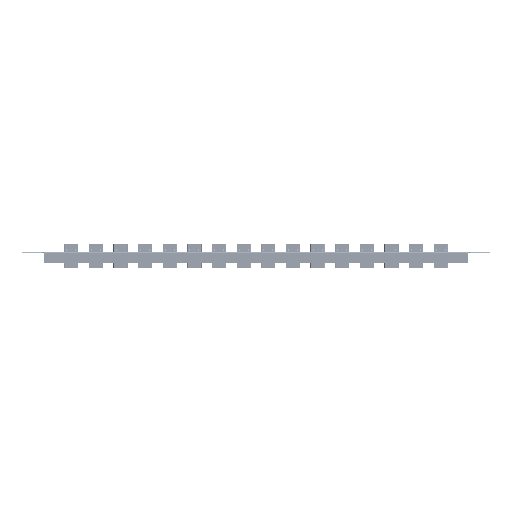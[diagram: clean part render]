
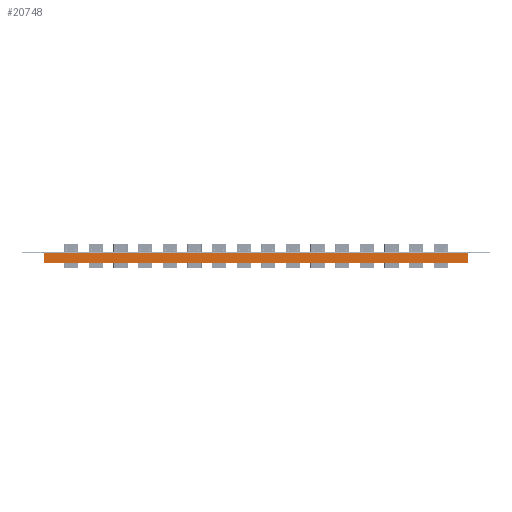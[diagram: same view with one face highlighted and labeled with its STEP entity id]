
A CAD part, front view. The second image highlights one B-rep face of the part: STEP entity #20748.
In plain terms, the highlighted planar face has unit normal (0, -1, 0).
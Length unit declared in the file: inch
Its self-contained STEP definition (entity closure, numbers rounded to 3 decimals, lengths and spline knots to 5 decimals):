
#397 = PLANE ( 'NONE',  #4002 ) ;
#1800 = DIRECTION ( 'NONE',  ( 0., 0., 1. ) ) ;
#1904 = ORIENTED_EDGE ( 'NONE', *, *, #22966, .F. ) ;
#2612 = FACE_OUTER_BOUND ( 'NONE', #11603, .T. ) ;
#4002 = AXIS2_PLACEMENT_3D ( 'NONE', #22844, #18382, #27470 ) ;
#4619 = CARTESIAN_POINT ( 'NONE',  ( 18.1, -7.925, -0.41339 ) ) ;
#5310 = VERTEX_POINT ( 'NONE', #4619 ) ;
#6140 = EDGE_CURVE ( 'NONE', #20804, #18056, #15040, .T. ) ;
#6184 = LINE ( 'NONE', #28643, #12225 ) ;
#8573 = EDGE_CURVE ( 'NONE', #5310, #26534, #6184, .T. ) ;
#9888 = CARTESIAN_POINT ( 'NONE',  ( 18.1, -7.925, 0. ) ) ;
#10978 = ORIENTED_EDGE ( 'NONE', *, *, #18357, .T. ) ;
#11099 = CARTESIAN_POINT ( 'NONE',  ( 18.1, -7.925, -0.41339 ) ) ;
#11603 = EDGE_LOOP ( 'NONE', ( #14972, #10978, #22668, #1904 ) ) ;
#12136 = CARTESIAN_POINT ( 'NONE',  ( 0.9, -7.925, -0.41339 ) ) ;
#12225 = VECTOR ( 'NONE', #13166, 39.37008 ) ;
#13166 = DIRECTION ( 'NONE',  ( 0., 0., 1. ) ) ;
#13407 = CARTESIAN_POINT ( 'NONE',  ( 0.9, -7.925, -0.41339 ) ) ;
#14600 = CARTESIAN_POINT ( 'NONE',  ( 0.9, -7.925, 0. ) ) ;
#14972 = ORIENTED_EDGE ( 'NONE', *, *, #8573, .T. ) ;
#15040 = LINE ( 'NONE', #13407, #16195 ) ;
#15676 = VECTOR ( 'NONE', #22958, 39.37008 ) ;
#16195 = VECTOR ( 'NONE', #1800, 39.37008 ) ;
#18056 = VERTEX_POINT ( 'NONE', #14600 ) ;
#18357 = EDGE_CURVE ( 'NONE', #26534, #18056, #19607, .T. ) ;
#18382 = DIRECTION ( 'NONE',  ( 0., -1., 0. ) ) ;
#19607 = LINE ( 'NONE', #21815, #26544 ) ;
#20748 = ADVANCED_FACE ( 'NONE', ( #2612 ), #397, .T. ) ;
#20804 = VERTEX_POINT ( 'NONE', #12136 ) ;
#21815 = CARTESIAN_POINT ( 'NONE',  ( 0.89206, -7.925, 0. ) ) ;
#22668 = ORIENTED_EDGE ( 'NONE', *, *, #6140, .F. ) ;
#22844 = CARTESIAN_POINT ( 'NONE',  ( 19., -7.925, 0.05906 ) ) ;
#22958 = DIRECTION ( 'NONE',  ( -1., 0., 0. ) ) ;
#22966 = EDGE_CURVE ( 'NONE', #5310, #20804, #27596, .T. ) ;
#24213 = DIRECTION ( 'NONE',  ( -1., 0., 0. ) ) ;
#26534 = VERTEX_POINT ( 'NONE', #9888 ) ;
#26544 = VECTOR ( 'NONE', #24213, 39.37008 ) ;
#27470 = DIRECTION ( 'NONE',  ( 0., 0., -1. ) ) ;
#27596 = LINE ( 'NONE', #11099, #15676 ) ;
#28643 = CARTESIAN_POINT ( 'NONE',  ( 18.1, -7.925, -0.41339 ) ) ;
